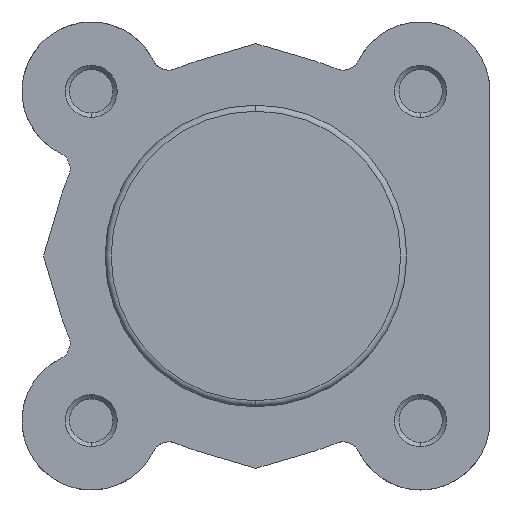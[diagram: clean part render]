
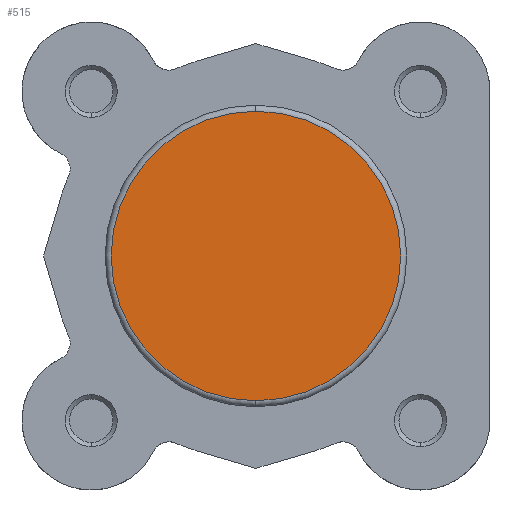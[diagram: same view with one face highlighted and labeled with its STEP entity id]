
A CAD part, left-side view. The second image highlights one B-rep face of the part: STEP entity #515.
In plain terms, the highlighted planar face has unit normal (-1, 0, 0).
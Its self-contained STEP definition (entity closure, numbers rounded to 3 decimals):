
#351 = VERTEX_POINT ( 'NONE', #870 ) ;
#363 = VERTEX_POINT ( 'NONE', #882 ) ;
#515 = ADVANCED_FACE ( 'NONE', ( #3759 ), #1041, .T. ) ;
#870 = CARTESIAN_POINT ( 'NONE',  ( 0., 0., 16.7 ) ) ;
#882 = CARTESIAN_POINT ( 'NONE',  ( 0., 0., -16.7 ) ) ;
#1040 = CARTESIAN_POINT ( 'NONE',  ( 0., -17.4, 0. ) ) ;
#1041 = PLANE ( 'NONE',  #5592 ) ;
#1043 = DIRECTION ( 'NONE',  ( -1., 0., 0. ) ) ;
#1044 = DIRECTION ( 'NONE',  ( 0., 0., 1. ) ) ;
#1910 = CARTESIAN_POINT ( 'NONE',  ( 0., 0., 0. ) ) ;
#1911 = DIRECTION ( 'NONE',  ( -1., 0., 0. ) ) ;
#1912 = DIRECTION ( 'NONE',  ( 0., 0., 1. ) ) ;
#2144 = CIRCLE ( 'NONE', #5835, 16.7 ) ;
#2765 = CIRCLE ( 'NONE', #6051, 16.7 ) ;
#3233 = ORIENTED_EDGE ( 'NONE', *, *, #6870, .T. ) ;
#3234 = ORIENTED_EDGE ( 'NONE', *, *, #5394, .T. ) ;
#3759 = FACE_OUTER_BOUND ( 'NONE', #6655, .T. ) ;
#5162 = CARTESIAN_POINT ( 'NONE',  ( 0., 0., 0. ) ) ;
#5163 = DIRECTION ( 'NONE',  ( -1., 0., 0. ) ) ;
#5164 = DIRECTION ( 'NONE',  ( 0., 0., 1. ) ) ;
#5394 = EDGE_CURVE ( 'NONE', #351, #363, #2144, .T. ) ;
#5592 = AXIS2_PLACEMENT_3D ( 'NONE', #1040, #1043, #1044 ) ;
#5835 = AXIS2_PLACEMENT_3D ( 'NONE', #1910, #1911, #1912 ) ;
#6051 = AXIS2_PLACEMENT_3D ( 'NONE', #5162, #5163, #5164 ) ;
#6655 = EDGE_LOOP ( 'NONE', ( #3234, #3233 ) ) ;
#6870 = EDGE_CURVE ( 'NONE', #363, #351, #2765, .T. ) ;
